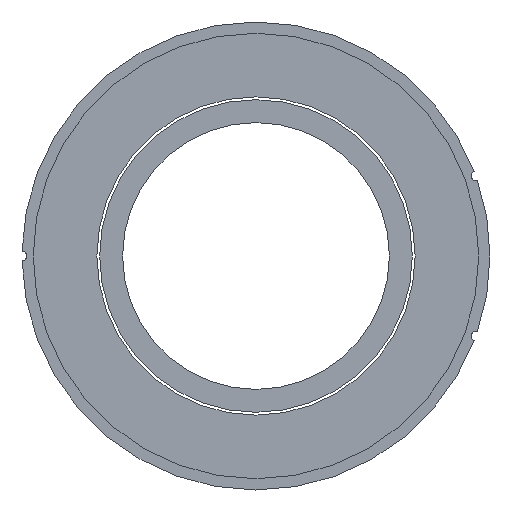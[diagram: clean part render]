
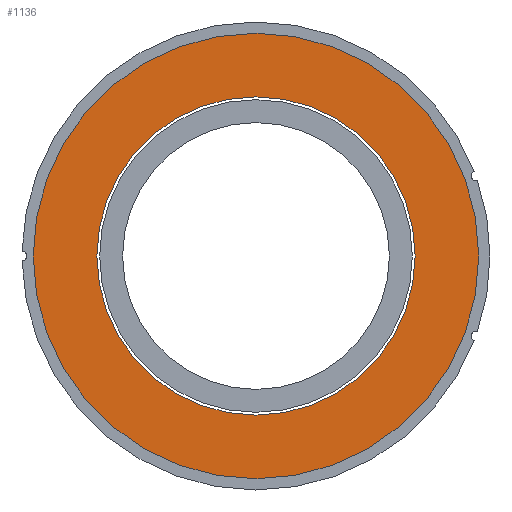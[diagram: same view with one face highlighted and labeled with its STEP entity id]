
A CAD part, front view. The second image highlights one B-rep face of the part: STEP entity #1136.
In plain terms, the highlighted planar face has unit normal (0, -1, 0).
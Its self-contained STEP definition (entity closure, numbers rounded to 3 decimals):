
#33 = CIRCLE ( 'NONE', #38, 17. ) ;
#38 = AXIS2_PLACEMENT_3D ( 'NONE', #843, #846, #875 ) ;
#126 = CIRCLE ( 'NONE', #128, 23.8 ) ;
#128 = AXIS2_PLACEMENT_3D ( 'NONE', #1026, #983, #1019 ) ;
#179 = CIRCLE ( 'NONE', #180, 23.8 ) ;
#180 = AXIS2_PLACEMENT_3D ( 'NONE', #1103, #1101, #1114 ) ;
#186 = AXIS2_PLACEMENT_3D ( 'NONE', #210, #236, #224 ) ;
#187 = CIRCLE ( 'NONE', #186, 17. ) ;
#210 = CARTESIAN_POINT ( 'NONE',  ( 0., -3., 0. ) ) ;
#224 = DIRECTION ( 'NONE',  ( 0., 0., 1. ) ) ;
#236 = DIRECTION ( 'NONE',  ( 0., 1., 0. ) ) ;
#357 = ORIENTED_EDGE ( 'NONE', *, *, #1260, .T. ) ;
#364 = ORIENTED_EDGE ( 'NONE', *, *, #1293, .T. ) ;
#365 = ORIENTED_EDGE ( 'NONE', *, *, #1284, .T. ) ;
#452 = ORIENTED_EDGE ( 'NONE', *, *, #1199, .T. ) ;
#470 = EDGE_LOOP ( 'NONE', ( #365, #357 ) ) ;
#491 = VERTEX_POINT ( 'NONE', #565 ) ;
#496 = VERTEX_POINT ( 'NONE', #566 ) ;
#513 = EDGE_LOOP ( 'NONE', ( #364, #452 ) ) ;
#515 = VERTEX_POINT ( 'NONE', #577 ) ;
#529 = VERTEX_POINT ( 'NONE', #589 ) ;
#565 = CARTESIAN_POINT ( 'NONE',  ( 0., -3., -17. ) ) ;
#566 = CARTESIAN_POINT ( 'NONE',  ( 0., -3., 17. ) ) ;
#577 = CARTESIAN_POINT ( 'NONE',  ( 0., -3., 23.8 ) ) ;
#589 = CARTESIAN_POINT ( 'NONE',  ( 0., -3., -23.8 ) ) ;
#660 = DIRECTION ( 'NONE',  ( 0., 0., -1. ) ) ;
#662 = DIRECTION ( 'NONE',  ( 0., -1., 0. ) ) ;
#680 = FACE_BOUND ( 'NONE', #513, .T. ) ;
#684 = CARTESIAN_POINT ( 'NONE',  ( -6.006, -3., -2.144 ) ) ;
#694 = FACE_OUTER_BOUND ( 'NONE', #470, .T. ) ;
#695 = PLANE ( 'NONE',  #1189 ) ;
#843 = CARTESIAN_POINT ( 'NONE',  ( 0., -3., 0. ) ) ;
#846 = DIRECTION ( 'NONE',  ( 0., 1., 0. ) ) ;
#875 = DIRECTION ( 'NONE',  ( 0., 0., 1. ) ) ;
#983 = DIRECTION ( 'NONE',  ( 0., -1., 0. ) ) ;
#1019 = DIRECTION ( 'NONE',  ( 0., 0., 1. ) ) ;
#1026 = CARTESIAN_POINT ( 'NONE',  ( 0., -3., 0. ) ) ;
#1101 = DIRECTION ( 'NONE',  ( 0., -1., 0. ) ) ;
#1103 = CARTESIAN_POINT ( 'NONE',  ( 0., -3., 0. ) ) ;
#1114 = DIRECTION ( 'NONE',  ( 0., 0., 1. ) ) ;
#1136 = ADVANCED_FACE ( 'NONE', ( #680, #694 ), #695, .T. ) ;
#1189 = AXIS2_PLACEMENT_3D ( 'NONE', #684, #662, #660 ) ;
#1199 = EDGE_CURVE ( 'NONE', #491, #496, #33, .T. ) ;
#1260 = EDGE_CURVE ( 'NONE', #529, #515, #126, .T. ) ;
#1284 = EDGE_CURVE ( 'NONE', #515, #529, #179, .T. ) ;
#1293 = EDGE_CURVE ( 'NONE', #496, #491, #187, .T. ) ;
